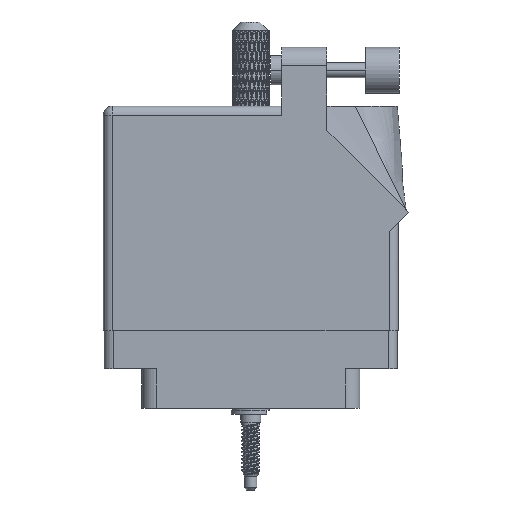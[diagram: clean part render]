
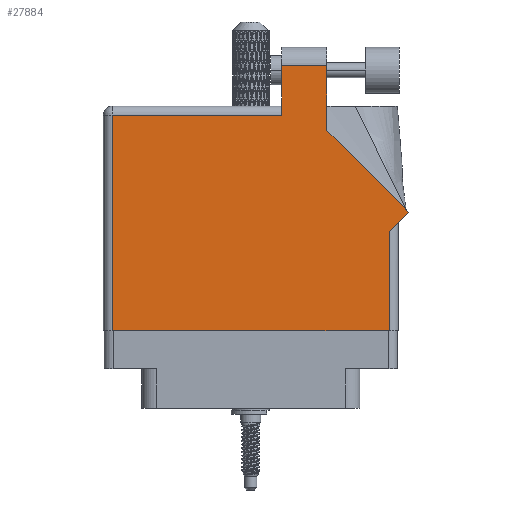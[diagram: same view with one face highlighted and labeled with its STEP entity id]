
A CAD part, front view. The second image highlights one B-rep face of the part: STEP entity #27884.
In plain terms, the highlighted face is planar.
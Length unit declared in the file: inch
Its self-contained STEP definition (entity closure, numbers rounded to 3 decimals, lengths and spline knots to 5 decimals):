
#1553 = VERTEX_POINT ( 'NONE', #72726 ) ;
#3424 = DIRECTION ( 'NONE',  ( -0.707, 0.707, 0. ) ) ;
#4277 = DIRECTION ( 'NONE',  ( 0., -1., 0. ) ) ;
#6522 = CARTESIAN_POINT ( 'NONE',  ( 1.217, 1.53, 0. ) ) ;
#7999 = EDGE_CURVE ( 'NONE', #12993, #23572, #31207, .T. ) ;
#12993 = VERTEX_POINT ( 'NONE', #14906 ) ;
#13454 = VECTOR ( 'NONE', #14953, 39.37008 ) ;
#13658 = ORIENTED_EDGE ( 'NONE', *, *, #43280, .T. ) ;
#14906 = CARTESIAN_POINT ( 'NONE',  ( 1.217, 1.805, 0. ) ) ;
#14953 = DIRECTION ( 'NONE',  ( 0., -1., 0. ) ) ;
#17483 = CARTESIAN_POINT ( 'NONE',  ( 1.524, 1.36442, 0. ) ) ;
#19947 = VECTOR ( 'NONE', #31435, 39.37008 ) ;
#23572 = VERTEX_POINT ( 'NONE', #77379 ) ;
#26439 = ORIENTED_EDGE ( 'NONE', *, *, #7999, .T. ) ;
#27405 = EDGE_CURVE ( 'NONE', #79270, #46972, #77884, .T. ) ;
#27884 = ADVANCED_FACE ( 'NONE', ( #46370 ), #97735, .F. ) ;
#31207 = LINE ( 'NONE', #6522, #13454 ) ;
#31435 = DIRECTION ( 'NONE',  ( 0.707, 0.707, 0. ) ) ;
#32156 = VERTEX_POINT ( 'NONE', #35914 ) ;
#32787 = VECTOR ( 'NONE', #3424, 39.37008 ) ;
#33177 = AXIS2_PLACEMENT_3D ( 'NONE', #49779, #58589, #90767 ) ;
#33470 = VECTOR ( 'NONE', #87399, 39.37008 ) ;
#33983 = LINE ( 'NONE', #54359, #19947 ) ;
#34020 = LINE ( 'NONE', #51883, #32787 ) ;
#35914 = CARTESIAN_POINT ( 'NONE',  ( 2.08071, 0.80771, 0. ) ) ;
#37577 = CARTESIAN_POINT ( 'NONE',  ( 1.524, 1.805, 0. ) ) ;
#39043 = DIRECTION ( 'NONE',  ( 1., 0., 0. ) ) ;
#40087 = VECTOR ( 'NONE', #4277, 39.37008 ) ;
#41466 = CARTESIAN_POINT ( 'NONE',  ( 1.217, 1.805, 0. ) ) ;
#43280 = EDGE_CURVE ( 'NONE', #1553, #32156, #33983, .T. ) ;
#43536 = LINE ( 'NONE', #17483, #100264 ) ;
#44192 = DIRECTION ( 'NONE',  ( -1., 0., 0. ) ) ;
#45316 = VERTEX_POINT ( 'NONE', #52497 ) ;
#46008 = EDGE_CURVE ( 'NONE', #45316, #79270, #51391, .T. ) ;
#46370 = FACE_OUTER_BOUND ( 'NONE', #68463, .T. ) ;
#46549 = CARTESIAN_POINT ( 'NONE',  ( 1.948, 0., 0. ) ) ;
#46972 = VERTEX_POINT ( 'NONE', #46549 ) ;
#47902 = LINE ( 'NONE', #100230, #75641 ) ;
#48214 = ORIENTED_EDGE ( 'NONE', *, *, #75010, .T. ) ;
#49779 = CARTESIAN_POINT ( 'NONE',  ( 0., 1.53, 0. ) ) ;
#50135 = ORIENTED_EDGE ( 'NONE', *, *, #79777, .T. ) ;
#51391 = LINE ( 'NONE', #91956, #40087 ) ;
#51883 = CARTESIAN_POINT ( 'NONE',  ( 2.08071, 0.80771, 0. ) ) ;
#51961 = CARTESIAN_POINT ( 'NONE',  ( 0.062, 0., 0. ) ) ;
#52497 = CARTESIAN_POINT ( 'NONE',  ( 0.062, 1.468, 0. ) ) ;
#54359 = CARTESIAN_POINT ( 'NONE',  ( 2.01, 0.737, 0. ) ) ;
#56417 = VECTOR ( 'NONE', #81268, 39.37008 ) ;
#58160 = DIRECTION ( 'NONE',  ( 0., 1., 0. ) ) ;
#58589 = DIRECTION ( 'NONE',  ( 0., 0., -1. ) ) ;
#63582 = ORIENTED_EDGE ( 'NONE', *, *, #71980, .T. ) ;
#67083 = EDGE_CURVE ( 'NONE', #32156, #75271, #34020, .T. ) ;
#67099 = EDGE_CURVE ( 'NONE', #23572, #45316, #47902, .T. ) ;
#68463 = EDGE_LOOP ( 'NONE', ( #48214, #63582, #26439, #90371, #85035, #79791, #50135, #13658, #92986 ) ) ;
#71980 = EDGE_CURVE ( 'NONE', #83799, #12993, #88069, .T. ) ;
#72726 = CARTESIAN_POINT ( 'NONE',  ( 1.948, 0.675, 0. ) ) ;
#75010 = EDGE_CURVE ( 'NONE', #75271, #83799, #43536, .T. ) ;
#75271 = VERTEX_POINT ( 'NONE', #86579 ) ;
#75641 = VECTOR ( 'NONE', #44192, 39.37008 ) ;
#77379 = CARTESIAN_POINT ( 'NONE',  ( 1.217, 1.468, 0. ) ) ;
#77884 = LINE ( 'NONE', #102887, #95679 ) ;
#79270 = VERTEX_POINT ( 'NONE', #51961 ) ;
#79777 = EDGE_CURVE ( 'NONE', #46972, #1553, #99043, .T. ) ;
#79791 = ORIENTED_EDGE ( 'NONE', *, *, #27405, .T. ) ;
#81268 = DIRECTION ( 'NONE',  ( -1., 0., 0. ) ) ;
#83799 = VERTEX_POINT ( 'NONE', #37577 ) ;
#85035 = ORIENTED_EDGE ( 'NONE', *, *, #46008, .T. ) ;
#86579 = CARTESIAN_POINT ( 'NONE',  ( 1.524, 1.36442, 0. ) ) ;
#87399 = DIRECTION ( 'NONE',  ( 0., 1., 0. ) ) ;
#88069 = LINE ( 'NONE', #41466, #56417 ) ;
#90371 = ORIENTED_EDGE ( 'NONE', *, *, #67099, .T. ) ;
#90767 = DIRECTION ( 'NONE',  ( -1., 0., 0. ) ) ;
#91956 = CARTESIAN_POINT ( 'NONE',  ( 0.062, 0., 0. ) ) ;
#92986 = ORIENTED_EDGE ( 'NONE', *, *, #67083, .T. ) ;
#95679 = VECTOR ( 'NONE', #39043, 39.37008 ) ;
#95851 = CARTESIAN_POINT ( 'NONE',  ( 1.948, 0.737, 0. ) ) ;
#97735 = PLANE ( 'NONE',  #33177 ) ;
#99043 = LINE ( 'NONE', #95851, #33470 ) ;
#100230 = CARTESIAN_POINT ( 'NONE',  ( 0., 1.468, 0. ) ) ;
#100264 = VECTOR ( 'NONE', #58160, 39.37008 ) ;
#102887 = CARTESIAN_POINT ( 'NONE',  ( 0., 0., 0. ) ) ;
